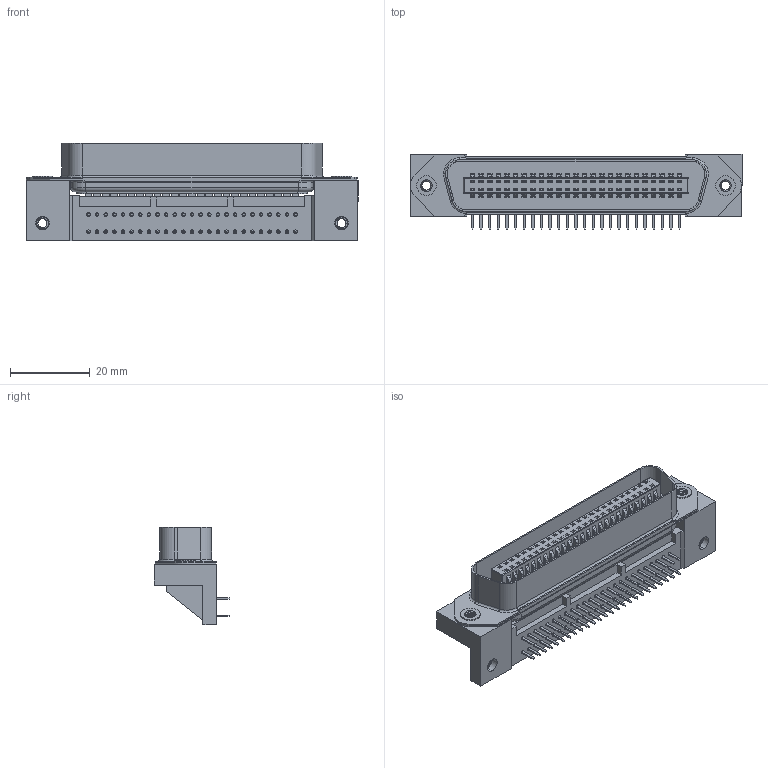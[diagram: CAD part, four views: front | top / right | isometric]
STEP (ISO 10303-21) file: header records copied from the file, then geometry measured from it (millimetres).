
FILE_DESCRIPTION (( 'STEP AP203' ), '1' );
FILE_NAME ('B57-150-662-302.STEP', '2020-06-24T13:26:53', ( '' ), ( '' ), 'SwSTEP 2.0', 'SolidWorks 2020', '' );
FILE_SCHEMA (( 'CONFIG_CONTROL_DESIGN' ));
Length unit declared in the file: millimetre
Products named in the file (8): B57 Housing Insert MALE_50 Position UP; B57 Board Mount Bracket_THREAD; B57 Front Shell MALE_50 Position UP; B57 Contacts MALE_50 Position 90 3.2; B57-150-662-302; B57 RA Housing_50 Position; B57 Back Shell_50 Position; B57 Rivet_90 THREAD
Assembly tree (9 placements, depth 2):
  B57-150-662-302
    B57 Back Shell_50 Position
    B57 RA Housing_50 Position
    B57 Board Mount Bracket_THREAD  x2
    B57 Rivet_90 THREAD  x2
    B57 Housing Insert MALE_50 Position UP
    B57 Front Shell MALE_50 Position UP
    B57 Contacts MALE_50 Position 90 3.2
Bounding box: 83.1 x 18.8 x 24.4 mm (x, y, z)
Volume: 9553 mm3; surface area: 20705 mm2
Topology: 58 solids, 58 shells, 5481 faces, 15895 edges, 10234 vertices
Faces by surface type: plane 3706, cylinder 1415, sphere 204, cone 106, torus 38, bspline 12
Entity records: 179869 total; most frequent: CARTESIAN_POINT 35338, ORIENTED_EDGE 31026, DIRECTION 28736, EDGE_CURVE 15513, LINE 12352, VECTOR 12352, VERTEX_POINT 10116, AXIS2_PLACEMENT_3D 8192
